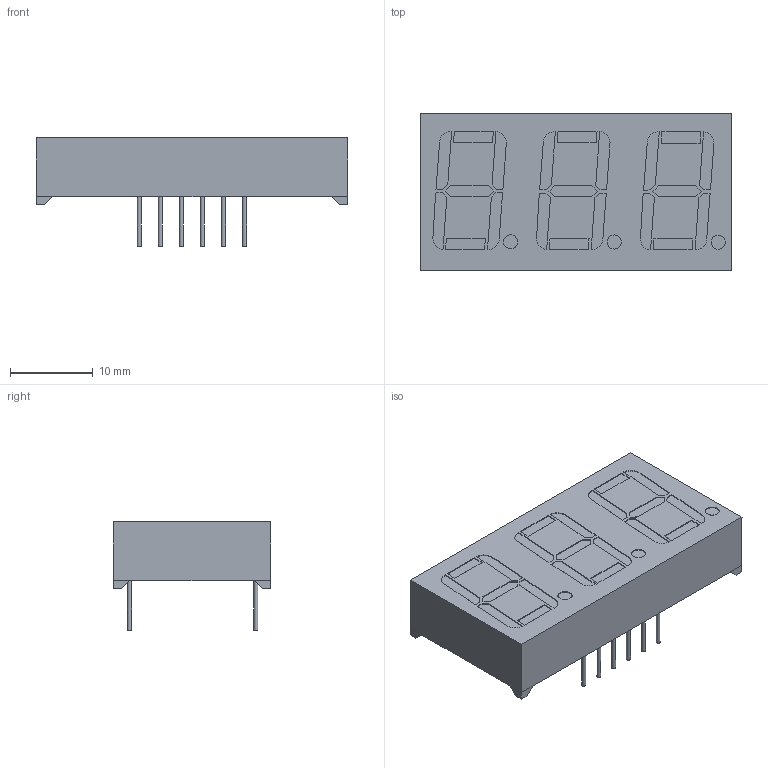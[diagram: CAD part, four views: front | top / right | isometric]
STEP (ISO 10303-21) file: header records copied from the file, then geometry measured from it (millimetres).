
FILE_DESCRIPTION(('FreeCAD Model'),'2;1');
FILE_NAME('Open CASCADE Shape Model','2022-06-14T11:52:38',('Author'),( ''),'Open CASCADE STEP processor 7.5','FreeCAD','Unknown');
FILE_SCHEMA(('AUTOMOTIVE_DESIGN { 1 0 10303 214 1 1 1 1 }'));
Length unit declared in the file: millimetre
Products named in the file (1): DL7A-3 WHITE
Bounding box: 37.6 x 19 x 13.1 mm (x, y, z)
Volume: 5008.5 mm3; surface area: 2414.4 mm2
Topology: 13 solids, 13 shells, 227 faces, 507 edges, 330 vertices
Faces by surface type: plane 200, cylinder 27
Full cylindrical faces by diameter (mm): 0.5 x12, 1.7 x3
Entity records: 13547 total; most frequent: CARTESIAN_POINT 2205, DIRECTION 2010, LINE 1413, VECTOR 1413, ORIENTED_EDGE 1014, PCURVE 1014, DEFINITIONAL_REPRESENTATION 1014, EDGE_CURVE 507
